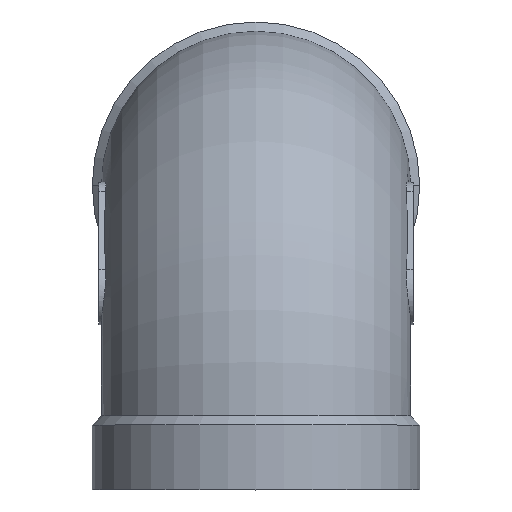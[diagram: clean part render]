
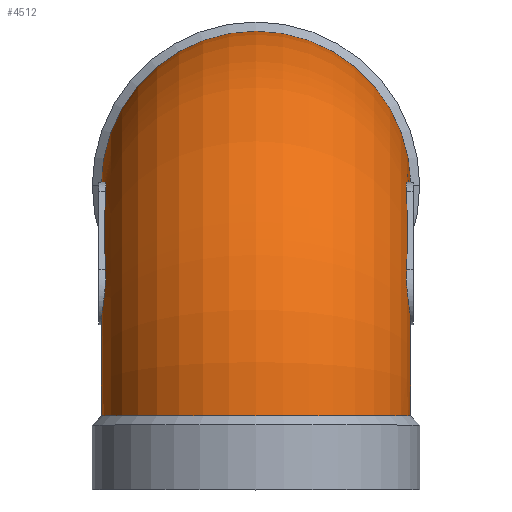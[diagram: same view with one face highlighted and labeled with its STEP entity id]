
A CAD part, top view. The second image highlights one B-rep face of the part: STEP entity #4512.
In plain terms, the highlighted toroidal (fillet/blend) face has major radius 25 mm and minor radius 16.75 mm.
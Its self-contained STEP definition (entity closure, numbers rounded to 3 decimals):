
#4303=CARTESIAN_POINT('Vertex',(-16.75,-25.,33.)) ;
#4347=CARTESIAN_POINT('Vertex',(16.75,-25.,33.)) ;
#4372=CARTESIAN_POINT('Axis2P3D Location',(0.,-25.,33.)) ;
#4384=CARTESIAN_POINT('Axis2P3D Location',(0.,-25.,8.)) ;
#4389=CARTESIAN_POINT('Axis2P3D Location',(16.75,-25.,8.)) ;
#4393=CARTESIAN_POINT('Vertex',(16.75,0.,8.)) ;
#4395=CARTESIAN_POINT('Vertex',(16.75,-1.978,17.745)) ;
#4398=CARTESIAN_POINT('Axis2P3D Location',(0.,0.,8.)) ;
#4402=CARTESIAN_POINT('Vertex',(-16.75,0.,8.)) ;
#4405=CARTESIAN_POINT('Axis2P3D Location',(-16.75,-25.,8.)) ;
#4409=CARTESIAN_POINT('Vertex',(-16.75,-1.978,17.745)) ;
#4413=CARTESIAN_POINT('Control Point',(-16.3,-0.67,23.519)) ;
#4414=CARTESIAN_POINT('Control Point',(-16.277,-0.36,23.209)) ;
#4415=CARTESIAN_POINT('Control Point',(-16.268,-0.095,22.847)) ;
#4416=CARTESIAN_POINT('Control Point',(-16.275,0.109,22.444)) ;
#4417=CARTESIAN_POINT('Control Point',(-16.324,0.413,21.491)) ;
#4418=CARTESIAN_POINT('Control Point',(-16.428,0.376,20.513)) ;
#4419=CARTESIAN_POINT('Control Point',(-16.494,0.253,19.994)) ;
#4420=CARTESIAN_POINT('Control Point',(-16.615,-0.141,19.094)) ;
#4421=CARTESIAN_POINT('Control Point',(-16.705,-0.798,18.39)) ;
#4422=CARTESIAN_POINT('Control Point',(-16.735,-1.158,18.111)) ;
#4423=CARTESIAN_POINT('Control Point',(-16.75,-1.556,17.894)) ;
#4424=CARTESIAN_POINT('Control Point',(-16.75,-1.978,17.745)) ;
#4425=CARTESIAN_POINT('Vertex',(-16.3,-0.67,23.519)) ;
#4429=CARTESIAN_POINT('Control Point',(-16.3,-0.67,23.519)) ;
#4430=CARTESIAN_POINT('Control Point',(-16.454,-2.803,25.652)) ;
#4431=CARTESIAN_POINT('Control Point',(-16.475,-4.915,27.764)) ;
#4432=CARTESIAN_POINT('Control Point',(-16.461,-7.025,29.874)) ;
#4433=CARTESIAN_POINT('Control Point',(-16.322,-9.156,32.005)) ;
#4434=CARTESIAN_POINT('Vertex',(-16.322,-9.156,32.005)) ;
#4438=CARTESIAN_POINT('Control Point',(-16.322,-9.156,32.005)) ;
#4439=CARTESIAN_POINT('Control Point',(-16.302,-9.458,32.308)) ;
#4440=CARTESIAN_POINT('Control Point',(-16.295,-9.81,32.567)) ;
#4441=CARTESIAN_POINT('Control Point',(-16.302,-10.2,32.768)) ;
#4442=CARTESIAN_POINT('Control Point',(-16.35,-11.133,33.078)) ;
#4443=CARTESIAN_POINT('Control Point',(-16.449,-12.094,33.059)) ;
#4444=CARTESIAN_POINT('Control Point',(-16.512,-12.611,32.948)) ;
#4445=CARTESIAN_POINT('Control Point',(-16.625,-13.498,32.582)) ;
#4446=CARTESIAN_POINT('Control Point',(-16.708,-14.203,31.961)) ;
#4447=CARTESIAN_POINT('Control Point',(-16.736,-14.483,31.626)) ;
#4448=CARTESIAN_POINT('Control Point',(-16.75,-14.707,31.253)) ;
#4449=CARTESIAN_POINT('Control Point',(-16.75,-14.87,30.856)) ;
#4450=CARTESIAN_POINT('Vertex',(-16.75,-14.87,30.856)) ;
#4453=CARTESIAN_POINT('Axis2P3D Location',(-16.75,-25.,8.)) ;
#4458=CARTESIAN_POINT('Axis2P3D Location',(16.75,-25.,8.)) ;
#4462=CARTESIAN_POINT('Vertex',(16.75,-14.87,30.856)) ;
#4466=CARTESIAN_POINT('Control Point',(16.322,-9.156,32.005)) ;
#4467=CARTESIAN_POINT('Control Point',(16.292,-9.612,32.461)) ;
#4468=CARTESIAN_POINT('Control Point',(16.29,-10.178,32.817)) ;
#4469=CARTESIAN_POINT('Control Point',(16.326,-10.819,33.026)) ;
#4470=CARTESIAN_POINT('Control Point',(16.457,-12.249,33.148)) ;
#4471=CARTESIAN_POINT('Control Point',(16.63,-13.54,32.604)) ;
#4472=CARTESIAN_POINT('Control Point',(16.71,-14.14,32.135)) ;
#4473=CARTESIAN_POINT('Control Point',(16.75,-14.593,31.531)) ;
#4474=CARTESIAN_POINT('Control Point',(16.75,-14.87,30.856)) ;
#4475=CARTESIAN_POINT('Vertex',(16.322,-9.156,32.005)) ;
#4479=CARTESIAN_POINT('Control Point',(16.3,-0.67,23.519)) ;
#4480=CARTESIAN_POINT('Control Point',(16.453,-2.799,25.649)) ;
#4481=CARTESIAN_POINT('Control Point',(16.475,-4.914,27.763)) ;
#4482=CARTESIAN_POINT('Control Point',(16.461,-7.028,29.877)) ;
#4483=CARTESIAN_POINT('Control Point',(16.322,-9.156,32.005)) ;
#4484=CARTESIAN_POINT('Vertex',(16.3,-0.67,23.519)) ;
#4488=CARTESIAN_POINT('Control Point',(16.3,-0.67,23.519)) ;
#4489=CARTESIAN_POINT('Control Point',(16.267,-0.215,23.064)) ;
#4490=CARTESIAN_POINT('Control Point',(16.262,0.14,22.5)) ;
#4491=CARTESIAN_POINT('Control Point',(16.296,0.351,21.858)) ;
#4492=CARTESIAN_POINT('Control Point',(16.431,0.477,20.39)) ;
#4493=CARTESIAN_POINT('Control Point',(16.617,-0.099,19.07)) ;
#4494=CARTESIAN_POINT('Control Point',(16.707,-0.605,18.452)) ;
#4495=CARTESIAN_POINT('Control Point',(16.75,-1.257,18.)) ;
#4496=CARTESIAN_POINT('Control Point',(16.75,-1.978,17.745)) ;
#4373=DIRECTION('Axis2P3D Direction',(0.,-1.,0.)) ;
#4385=DIRECTION('Axis2P3D Direction',(1.,0.,0.)) ;
#4386=DIRECTION('Axis2P3D XDirection',(0.,1.,0.)) ;
#4390=DIRECTION('Axis2P3D Direction',(1.,0.,0.)) ;
#4399=DIRECTION('Axis2P3D Direction',(0.,0.,-1.)) ;
#4406=DIRECTION('Axis2P3D Direction',(1.,0.,0.)) ;
#4454=DIRECTION('Axis2P3D Direction',(1.,0.,0.)) ;
#4459=DIRECTION('Axis2P3D Direction',(1.,0.,0.)) ;
#4374=AXIS2_PLACEMENT_3D('Circle Axis2P3D',#4372,#4373,$) ;
#4387=AXIS2_PLACEMENT_3D('Torus Axis2P3D',#4384,#4385,#4386) ;
#4391=AXIS2_PLACEMENT_3D('Circle Axis2P3D',#4389,#4390,$) ;
#4400=AXIS2_PLACEMENT_3D('Circle Axis2P3D',#4398,#4399,$) ;
#4407=AXIS2_PLACEMENT_3D('Circle Axis2P3D',#4405,#4406,$) ;
#4455=AXIS2_PLACEMENT_3D('Circle Axis2P3D',#4453,#4454,$) ;
#4460=AXIS2_PLACEMENT_3D('Circle Axis2P3D',#4458,#4459,$) ;
#4499=ORIENTED_EDGE('',*,*,#4397,.F.) ;
#4500=ORIENTED_EDGE('',*,*,#4404,.F.) ;
#4501=ORIENTED_EDGE('',*,*,#4411,.T.) ;
#4502=ORIENTED_EDGE('',*,*,#4427,.F.) ;
#4503=ORIENTED_EDGE('',*,*,#4436,.T.) ;
#4504=ORIENTED_EDGE('',*,*,#4452,.T.) ;
#4505=ORIENTED_EDGE('',*,*,#4457,.T.) ;
#4506=ORIENTED_EDGE('',*,*,#4376,.F.) ;
#4507=ORIENTED_EDGE('',*,*,#4464,.F.) ;
#4508=ORIENTED_EDGE('',*,*,#4477,.F.) ;
#4509=ORIENTED_EDGE('',*,*,#4486,.F.) ;
#4510=ORIENTED_EDGE('',*,*,#4497,.T.) ;
#4512=ADVANCED_FACE('Corps principal',(#4511),#4388,.T.) ;
#4412=B_SPLINE_CURVE_WITH_KNOTS('',5,(#4413,#4414,#4415,#4416,#4417,#4418,#4419,#4420,#4421,#4422,#4423,#4424),.UNSPECIFIED.,.F.,.U.,(6,3,3,6),(0.,3.493,7.846,11.722),.UNSPECIFIED.) ;
#4428=B_SPLINE_CURVE_WITH_KNOTS('',4,(#4429,#4430,#4431,#4432,#4433),.UNSPECIFIED.,.F.,.U.,(5,5),(0.,19.197),.UNSPECIFIED.) ;
#4437=B_SPLINE_CURVE_WITH_KNOTS('',5,(#4438,#4439,#4440,#4441,#4442,#4443,#4444,#4445,#4446,#4447,#4448,#4449),.UNSPECIFIED.,.F.,.U.,(6,3,3,6),(0.,3.411,7.725,11.447),.UNSPECIFIED.) ;
#4465=B_SPLINE_CURVE_WITH_KNOTS('',5,(#4466,#4467,#4468,#4469,#4470,#4471,#4472,#4473,#4474),.UNSPECIFIED.,.F.,.U.,(6,3,6),(0.,4.291,9.456),.UNSPECIFIED.) ;
#4478=B_SPLINE_CURVE_WITH_KNOTS('',4,(#4479,#4480,#4481,#4482,#4483),.UNSPECIFIED.,.F.,.U.,(5,5),(0.,16.012),.UNSPECIFIED.) ;
#4487=B_SPLINE_CURVE_WITH_KNOTS('',5,(#4488,#4489,#4490,#4491,#4492,#4493,#4494,#4495,#4496),.UNSPECIFIED.,.F.,.U.,(6,3,6),(0.,4.278,9.686),.UNSPECIFIED.) ;
#4375=CIRCLE('generated circle',#4374,16.75) ;
#4392=CIRCLE('generated circle',#4391,25.) ;
#4401=CIRCLE('generated circle',#4400,16.75) ;
#4408=CIRCLE('generated circle',#4407,25.) ;
#4456=CIRCLE('generated circle',#4455,25.) ;
#4461=CIRCLE('generated circle',#4460,25.) ;
#4388=TOROIDAL_SURFACE('homeo Torus',#4387,25.,16.75) ;
#4376=EDGE_CURVE('',#4348,#4304,#4375,.T.) ;
#4397=EDGE_CURVE('',#4394,#4396,#4392,.T.) ;
#4404=EDGE_CURVE('',#4403,#4394,#4401,.T.) ;
#4411=EDGE_CURVE('',#4403,#4410,#4408,.T.) ;
#4427=EDGE_CURVE('',#4426,#4410,#4412,.T.) ;
#4436=EDGE_CURVE('',#4426,#4435,#4428,.T.) ;
#4452=EDGE_CURVE('',#4435,#4451,#4437,.T.) ;
#4457=EDGE_CURVE('',#4451,#4304,#4456,.T.) ;
#4464=EDGE_CURVE('',#4463,#4348,#4461,.T.) ;
#4477=EDGE_CURVE('',#4476,#4463,#4465,.T.) ;
#4486=EDGE_CURVE('',#4485,#4476,#4478,.T.) ;
#4497=EDGE_CURVE('',#4485,#4396,#4487,.T.) ;
#4498=EDGE_LOOP('',(#4499,#4500,#4501,#4502,#4503,#4504,#4505,#4506,#4507,#4508,#4509,#4510)) ;
#4511=FACE_OUTER_BOUND('',#4498,.T.) ;
#4304=VERTEX_POINT('',#4303) ;
#4348=VERTEX_POINT('',#4347) ;
#4394=VERTEX_POINT('',#4393) ;
#4396=VERTEX_POINT('',#4395) ;
#4403=VERTEX_POINT('',#4402) ;
#4410=VERTEX_POINT('',#4409) ;
#4426=VERTEX_POINT('',#4425) ;
#4435=VERTEX_POINT('',#4434) ;
#4451=VERTEX_POINT('',#4450) ;
#4463=VERTEX_POINT('',#4462) ;
#4476=VERTEX_POINT('',#4475) ;
#4485=VERTEX_POINT('',#4484) ;
